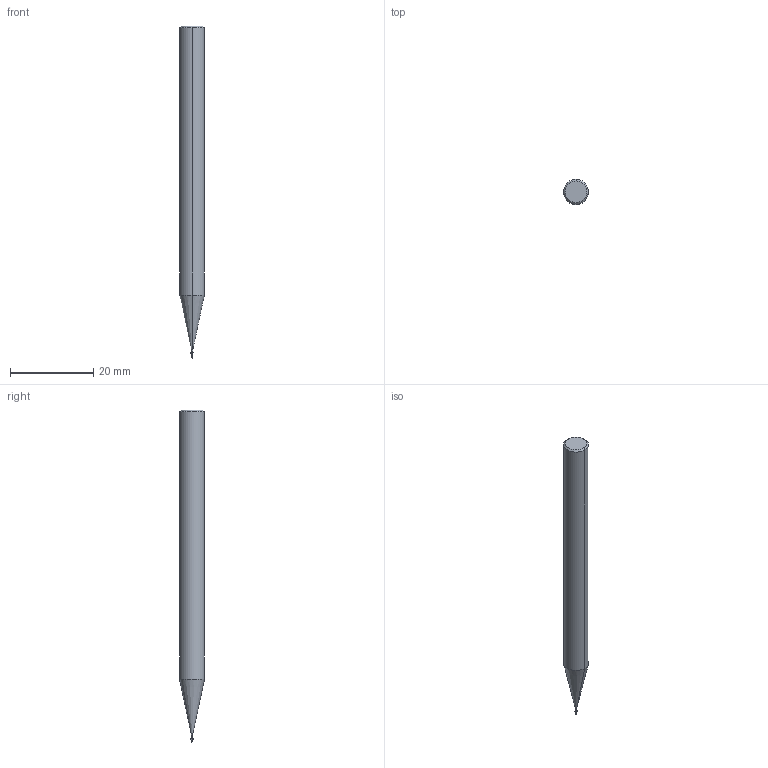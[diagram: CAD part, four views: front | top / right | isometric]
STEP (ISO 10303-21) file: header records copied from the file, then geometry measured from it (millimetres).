
FILE_DESCRIPTION(('no description'),'unknown implementation level');
FILE_NAME('K203143-0_5_6-Detail.stp',' ',('CIMSOURCE GmbH'),('CADClick - KiM GmbH - www.kimweb.de'),'unknown preprocess','ACIS','unknown authorization');
FILE_SCHEMA(('automotive_design'));
Length unit declared in the file: millimetre
Products named in the file (2): NOCUT; CUT
Bounding box: 6 x 6 x 80 mm (x, y, z)
Volume: 1964.7 mm3; surface area: 1383.9 mm2
Topology: 2 solids, 2 shells, 67 faces, 191 edges, 113 vertices
Faces by surface type: bspline 22, plane 15, cone 14, revolution 6, sphere 6, cylinder 4
Entity records: 7080 total; most frequent: CARTESIAN_POINT 3620, STYLED_ITEM 358, PRESENTATION_STYLE_ASSIGNMENT 358, COLOUR_RGB 358, ORIENTED_EDGE 352, DIRECTION 220, EDGE_CURVE 176, CURVE_STYLE 176
